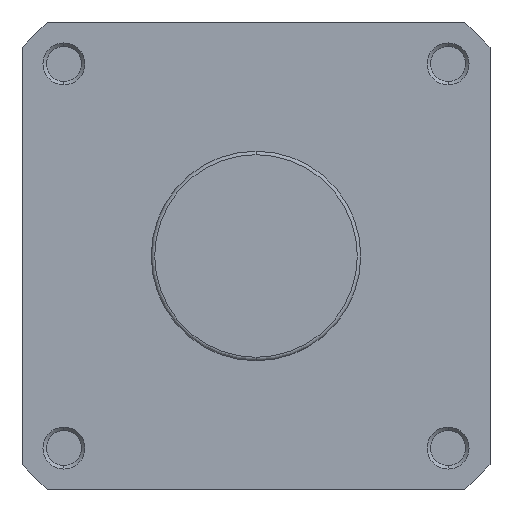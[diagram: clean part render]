
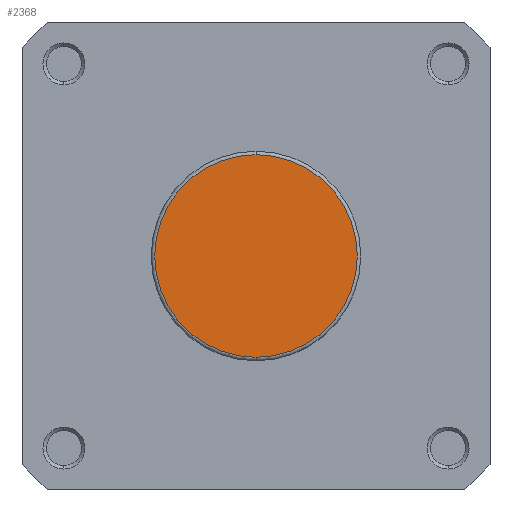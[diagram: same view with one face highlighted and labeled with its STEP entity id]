
A CAD part, left-side view. The second image highlights one B-rep face of the part: STEP entity #2368.
In plain terms, the highlighted planar face has unit normal (-1, 0, 0).
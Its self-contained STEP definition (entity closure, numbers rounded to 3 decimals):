
#81 = EDGE_CURVE ( 'NONE', #1239, #1238, #5591, .T. ) ;
#159 = EDGE_CURVE ( 'NONE', #1238, #1239, #1405, .T. ) ;
#383 = CARTESIAN_POINT ( 'NONE',  ( 0., 30., 0. ) ) ;
#384 = PLANE ( 'NONE',  #2143 ) ;
#386 = DIRECTION ( 'NONE',  ( 1., 0., 0. ) ) ;
#387 = DIRECTION ( 'NONE',  ( 0., 0., -1. ) ) ;
#1014 = DIRECTION ( 'NONE',  ( 0., 0., -1. ) ) ;
#1015 = DIRECTION ( 'NONE',  ( -1., 0., 0. ) ) ;
#1016 = CARTESIAN_POINT ( 'NONE',  ( 0., 0., 0. ) ) ;
#1238 = VERTEX_POINT ( 'NONE', #3025 ) ;
#1239 = VERTEX_POINT ( 'NONE', #3026 ) ;
#1405 = CIRCLE ( 'NONE', #1910, 29. ) ;
#1869 = AXIS2_PLACEMENT_3D ( 'NONE', #1016, #1015, #1014 ) ;
#1910 = AXIS2_PLACEMENT_3D ( 'NONE', #2764, #2771, #2772 ) ;
#2143 = AXIS2_PLACEMENT_3D ( 'NONE', #383, #386, #387 ) ;
#2368 = ADVANCED_FACE ( 'NONE', ( #4165 ), #384, .F. ) ;
#2764 = CARTESIAN_POINT ( 'NONE',  ( 0., 0., 0. ) ) ;
#2771 = DIRECTION ( 'NONE',  ( -1., 0., 0. ) ) ;
#2772 = DIRECTION ( 'NONE',  ( 0., 0., -1. ) ) ;
#3025 = CARTESIAN_POINT ( 'NONE',  ( 0., 0., -29. ) ) ;
#3026 = CARTESIAN_POINT ( 'NONE',  ( 0., 0., 29. ) ) ;
#4165 = FACE_OUTER_BOUND ( 'NONE', #4544, .T. ) ;
#4544 = EDGE_LOOP ( 'NONE', ( #4944, #4943 ) ) ;
#4943 = ORIENTED_EDGE ( 'NONE', *, *, #81, .T. ) ;
#4944 = ORIENTED_EDGE ( 'NONE', *, *, #159, .T. ) ;
#5591 = CIRCLE ( 'NONE', #1869, 29. ) ;
